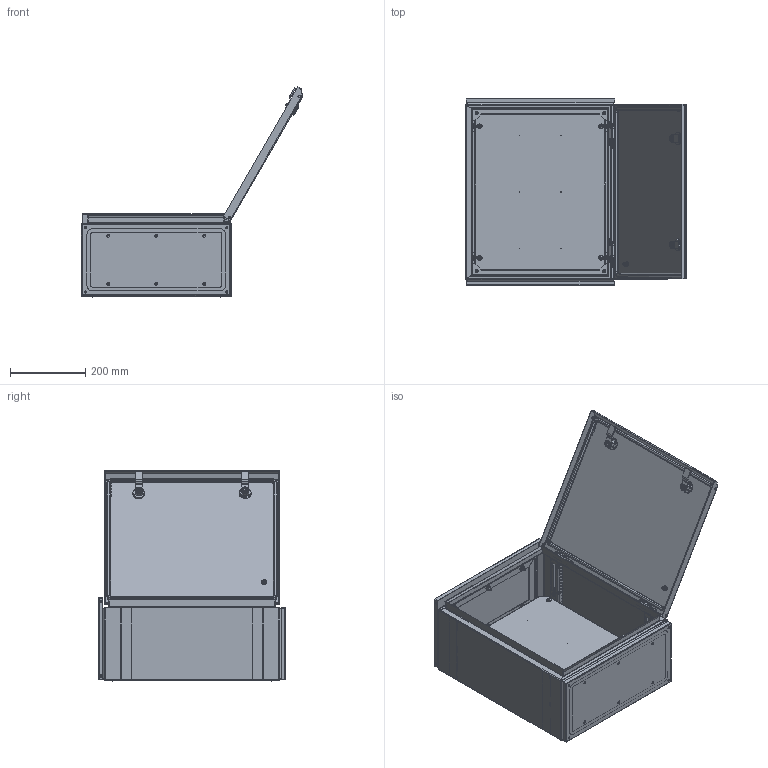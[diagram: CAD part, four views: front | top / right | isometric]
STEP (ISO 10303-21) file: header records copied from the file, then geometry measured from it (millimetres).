
FILE_DESCRIPTION (( 'STEP AP214' ), '1' );
FILE_NAME ('ÌÈ-939.00.00.000 Ìîíîëèò IP66 500õ400õ220_îòêðûòàÿ äâåðü_ìîíòàæêà.STEP', '2018-09-17T10:25:41', ( 'admin' ), ( '' ), 'SwSTEP 2.0', 'SolidWorks 2017', '' );
FILE_SCHEMA (( 'AUTOMOTIVE_DESIGN' ));
Length unit declared in the file: millimetre
Products named in the file (30): ÌÈ-939.02.00.000 Êîðïóñ â ñáîðå; 邮 磬 牮牦; ÌÈ-939.02.00.001 Ïåðåìû÷êà; Øïèëüêà ïðèâàðíàÿ Ì6õ16 DIN 13918; ÌÈ-939.02.01.000 Ñòåíêà çàäíÿÿ â ñáîðå; ÌÈ-939.03.00.001 Êðûøêà íèæíÿÿ; Øïèëüêà Ì6õ12; split pin_din_DIN 94-4x56-C-St; 昈-938.02.01.002 凎錪黟; pan head cross recess screw_din_DIN EN ISO 7045 - M6 x 16 - Z - 16N; ÌÈ-939.03.00.000 Êðûøêà íèæíÿÿ; ÌÈ-939.02.01.001 Ñòåíêà çàäíÿÿ; Ãàéêà êóçîâíàÿ Ì6; ﾌﾈ-683.04.00.000 ﾍ瑜粱 ﾑﾁ; ÌÈ-939.00.00.000 Ìîíîëèò IP66 500õ400õ220_îòêðûòàÿ äâåðü_ìîíòàæêà; Çàêëåïêà ãàå÷íàÿ Ì6 UNI 9203; ﾌﾈ-683.04.00.001 ﾍ瑜粱; rivet 02_din_DIN 660-5x8-St-A-2; Íàâåñêà íà êîðïóñ ïîä êëåïêó; ÌÈ-939.06.00.001 Ïàíåëü ìîíòàæíàÿ; hex flange nut_din_Hexagon Flange Nut DIN 6923 - M6 - N; ÌÈ-939.01.00.000 Äâåðü â ñáîðå; 呧蜦 3D; Çàìîê áîëüøîé; Çàãëóøêà äëÿ îòâô6; Ïåòëÿ íà äâåðü ï-îáðàçíàÿ; ÌÈ-939.05.00.000 ÑÁ Êðûøêà âåðõíÿÿ; ÓÊ íà äâåðü; ÌÈ-939.05.00.001 Êðûøêà âåðõíÿÿ; ﾌﾈ-939.01.00.001 ﾄ粢
Assembly tree (83 placements, depth 4):
  ÌÈ-939.00.00.000 Ìîíîëèò IP66 500õ400õ220_îòêðûòàÿ äâåðü_ìîíòàæêà
    ÌÈ-939.02.00.000 Êîðïóñ â ñáîðå
      ÌÈ-939.02.01.000 Ñòåíêà çàäíÿÿ â ñáîðå
        ÌÈ-939.02.01.001 Ñòåíêà çàäíÿÿ
        昈-938.02.01.002 凎錪黟  x4
        Øïèëüêà Ì6õ12
      ÌÈ-939.02.00.001 Ïåðåìû÷êà  x2
    ÌÈ-939.01.00.000 Äâåðü â ñáîðå
      ﾌﾈ-939.01.00.001 ﾄ粢
      ÓÊ íà äâåðü
      Ïåòëÿ íà äâåðü ï-îáðàçíàÿ  x2
      Çàìîê áîëüøîé  x2
      呧蜦 3D
      Øïèëüêà Ì6õ12
    hex flange nut_din_Hexagon Flange Nut DIN 6923 - M6 - N  x15
    ÌÈ-939.06.00.001 Ïàíåëü ìîíòàæíàÿ
    Íàâåñêà íà êîðïóñ ïîä êëåïêó  x2
    rivet 02_din_DIN 660-5x8-St-A-2  x4
    ﾌﾈ-683.04.00.000 ﾍ瑜粱 ﾑﾁ  x4
      ﾌﾈ-683.04.00.001 ﾍ瑜粱
      Çàêëåïêà ãàå÷íàÿ Ì6 UNI 9203
    Ãàéêà êóçîâíàÿ Ì6  x4
    pan head cross recess screw_din_DIN EN ISO 7045 - M6 x 16 - Z - 16N  x8
    split pin_din_DIN 94-4x56-C-St  x2
    ÌÈ-939.03.00.000 Êðûøêà íèæíÿÿ
      ÌÈ-939.03.00.001 Êðûøêà íèæíÿÿ
      Øïèëüêà ïðèâàðíàÿ Ì6õ16 DIN 13918  x6
      邮 磬 牮牦
    ÌÈ-939.05.00.000 ÑÁ Êðûøêà âåðõíÿÿ
      ÌÈ-939.05.00.001 Êðûøêà âåðõíÿÿ
      邮 磬 牮牦
      Øïèëüêà ïðèâàðíàÿ Ì6õ16 DIN 13918  x6
    Çàãëóøêà äëÿ îòâô6  x4
Bounding box: 590.21 x 499.44 x 559.91 mm (x, y, z)
Volume: 1679252.3 mm3; surface area: 2447812.2 mm2
Topology: 87 solids, 97 shells, 2979 faces, 7122 edges, 4402 vertices
Faces by surface type: plane 1345, cylinder 1028, cone 308, bspline 144, torus 130, sphere 24
Entity records: 47013 total; most frequent: CARTESIAN_POINT 9029, DIRECTION 6248, ORIENTED_EDGE 6024, EDGE_CURVE 3012, AXIS2_PLACEMENT_3D 2170, VECTOR 1908, LINE 1908, VERTEX_POINT 1877
